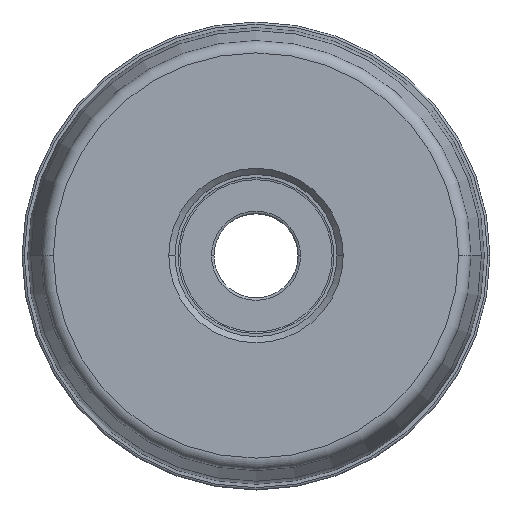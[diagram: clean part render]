
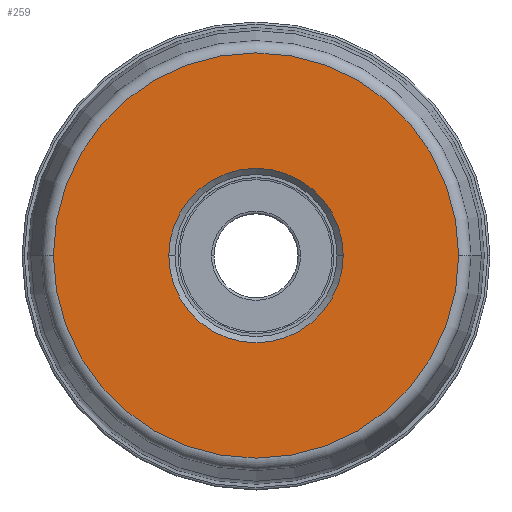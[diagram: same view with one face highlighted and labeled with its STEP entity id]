
A CAD part, top view. The second image highlights one B-rep face of the part: STEP entity #259.
In plain terms, the highlighted planar face has unit normal (0, 0, 1).
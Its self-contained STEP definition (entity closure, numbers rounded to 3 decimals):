
#259=ADVANCED_FACE('',(#302,#303),#292,.F.);
#292=PLANE('',#1805);
#302=FACE_BOUND('',#370,.T.);
#303=FACE_BOUND('',#371,.T.);
#370=EDGE_LOOP('',(#694,#695,#696,#697));
#371=EDGE_LOOP('',(#698,#699));
#694=ORIENTED_EDGE('',*,*,#1117,.T.);
#695=ORIENTED_EDGE('',*,*,#1122,.T.);
#696=ORIENTED_EDGE('',*,*,#1121,.F.);
#697=ORIENTED_EDGE('',*,*,#1118,.T.);
#698=ORIENTED_EDGE('',*,*,#1123,.T.);
#699=ORIENTED_EDGE('',*,*,#1124,.T.);
#928=VERTEX_POINT('',#2812);
#929=VERTEX_POINT('',#2813);
#930=VERTEX_POINT('',#2815);
#931=VERTEX_POINT('',#2820);
#932=VERTEX_POINT('',#2824);
#933=VERTEX_POINT('',#2825);
#1117=EDGE_CURVE('',#928,#929,#1320,.T.);
#1118=EDGE_CURVE('',#930,#928,#1321,.T.);
#1121=EDGE_CURVE('',#930,#931,#1324,.T.);
#1122=EDGE_CURVE('',#929,#931,#1325,.T.);
#1123=EDGE_CURVE('',#932,#933,#1326,.T.);
#1124=EDGE_CURVE('',#933,#932,#1327,.T.);
#1320=CIRCLE('',#1795,33.);
#1321=CIRCLE('',#1796,33.);
#1324=CIRCLE('',#1800,33.);
#1325=CIRCLE('',#1801,33.);
#1326=CIRCLE('',#1803,14.2);
#1327=CIRCLE('',#1804,14.2);
#1795=AXIS2_PLACEMENT_3D('',#2811,#2303,#2304);
#1796=AXIS2_PLACEMENT_3D('',#2814,#2305,#2306);
#1800=AXIS2_PLACEMENT_3D('',#2819,#2313,#2314);
#1801=AXIS2_PLACEMENT_3D('',#2821,#2315,#2316);
#1803=AXIS2_PLACEMENT_3D('',#2823,#2319,#2320);
#1804=AXIS2_PLACEMENT_3D('',#2826,#2321,#2322);
#1805=AXIS2_PLACEMENT_3D('',#2827,#2323,#2324);
#2303=DIRECTION('',(0.,0.,1.));
#2304=DIRECTION('',(-1.,0.,0.));
#2305=DIRECTION('',(0.,0.,1.));
#2306=DIRECTION('',(-1.,0.,0.));
#2313=DIRECTION('',(0.,0.,-1.));
#2314=DIRECTION('',(1.,0.,0.));
#2315=DIRECTION('',(0.,0.,1.));
#2316=DIRECTION('',(1.,0.,0.));
#2319=DIRECTION('',(0.,0.,-1.));
#2320=DIRECTION('',(-1.,0.,0.));
#2321=DIRECTION('',(0.,0.,-1.));
#2322=DIRECTION('',(1.,0.,0.));
#2323=DIRECTION('',(0.,0.,-1.));
#2324=DIRECTION('',(1.,0.,0.));
#2811=CARTESIAN_POINT('',(0.,0.,0.));
#2812=CARTESIAN_POINT('',(-33.,-0.015,0.));
#2813=CARTESIAN_POINT('',(33.,0.,0.));
#2814=CARTESIAN_POINT('',(0.,0.,0.));
#2815=CARTESIAN_POINT('',(-33.,0.,0.));
#2819=CARTESIAN_POINT('',(0.,0.,0.));
#2820=CARTESIAN_POINT('',(33.,0.015,0.));
#2821=CARTESIAN_POINT('',(0.,0.,0.));
#2823=CARTESIAN_POINT('',(0.,0.,0.));
#2824=CARTESIAN_POINT('',(-14.2,0.,0.));
#2825=CARTESIAN_POINT('',(14.2,0.,0.));
#2826=CARTESIAN_POINT('',(0.,0.,0.));
#2827=CARTESIAN_POINT('',(0.,0.,0.));
